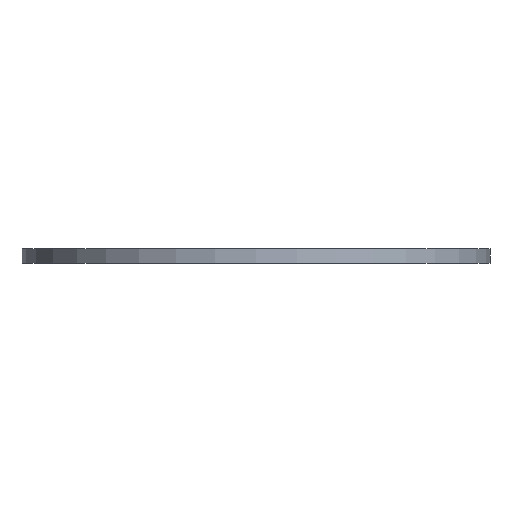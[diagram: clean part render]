
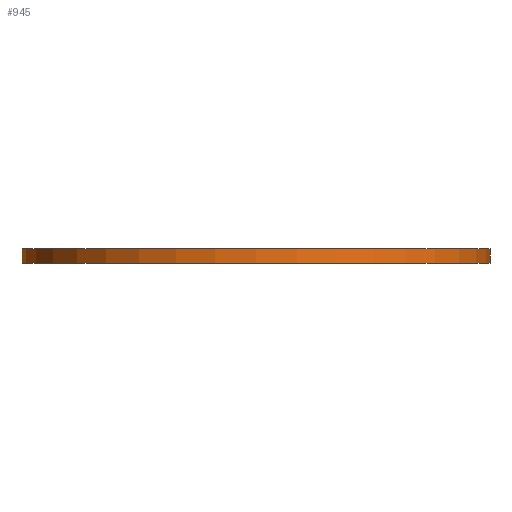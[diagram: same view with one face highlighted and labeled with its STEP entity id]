
A CAD part, front view. The second image highlights one B-rep face of the part: STEP entity #945.
In plain terms, the highlighted cylindrical face has radius 101.6 mm (diameter 203.2 mm), a partial arc.
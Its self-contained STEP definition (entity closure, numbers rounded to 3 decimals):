
#88 = DIRECTION ( 'NONE',  ( 0., 0., 1. ) ) ;
#89 = DIRECTION ( 'NONE',  ( 0., 0., 1. ) ) ;
#352 = CARTESIAN_POINT ( 'NONE',  ( 101.6, 0., -3.175 ) ) ;
#467 = VERTEX_POINT ( 'NONE', #2972 ) ;
#513 = DIRECTION ( 'NONE',  ( 1., 0., 0. ) ) ;
#520 = EDGE_CURVE ( 'NONE', #467, #1692, #2758, .T. ) ;
#825 = AXIS2_PLACEMENT_3D ( 'NONE', #3291, #88, #2722 ) ;
#940 = VECTOR ( 'NONE', #1513, 1000. ) ;
#945 = ADVANCED_FACE ( 'NONE', ( #1903 ), #2593, .T. ) ;
#947 = EDGE_CURVE ( 'NONE', #1018, #1011, #1759, .T. ) ;
#976 = CARTESIAN_POINT ( 'NONE',  ( 0., 0., 3.175 ) ) ;
#1011 = VERTEX_POINT ( 'NONE', #1269 ) ;
#1018 = VERTEX_POINT ( 'NONE', #3629 ) ;
#1227 = EDGE_CURVE ( 'NONE', #1018, #467, #2954, .T. ) ;
#1261 = VECTOR ( 'NONE', #3732, 1000. ) ;
#1269 = CARTESIAN_POINT ( 'NONE',  ( 101.6, 0., -3.175 ) ) ;
#1278 = DIRECTION ( 'NONE',  ( 1., 0., 0. ) ) ;
#1362 = EDGE_CURVE ( 'NONE', #1011, #1692, #2351, .T. ) ;
#1408 = AXIS2_PLACEMENT_3D ( 'NONE', #2088, #3329, #513 ) ;
#1513 = DIRECTION ( 'NONE',  ( 0., 0., 1. ) ) ;
#1692 = VERTEX_POINT ( 'NONE', #3468 ) ;
#1759 = CIRCLE ( 'NONE', #1408, 101.6 ) ;
#1815 = ORIENTED_EDGE ( 'NONE', *, *, #1227, .F. ) ;
#1903 = FACE_OUTER_BOUND ( 'NONE', #2022, .T. ) ;
#2022 = EDGE_LOOP ( 'NONE', ( #1815, #2334, #2081, #3541 ) ) ;
#2081 = ORIENTED_EDGE ( 'NONE', *, *, #1362, .T. ) ;
#2088 = CARTESIAN_POINT ( 'NONE',  ( 0., 0., -3.175 ) ) ;
#2334 = ORIENTED_EDGE ( 'NONE', *, *, #947, .T. ) ;
#2351 = LINE ( 'NONE', #352, #940 ) ;
#2593 = CYLINDRICAL_SURFACE ( 'NONE', #825, 101.6 ) ;
#2722 = DIRECTION ( 'NONE',  ( 1., 0., 0. ) ) ;
#2758 = CIRCLE ( 'NONE', #3278, 101.6 ) ;
#2855 = CARTESIAN_POINT ( 'NONE',  ( -101.6, 0., -3.175 ) ) ;
#2954 = LINE ( 'NONE', #2855, #1261 ) ;
#2972 = CARTESIAN_POINT ( 'NONE',  ( -101.6, 0., 3.175 ) ) ;
#3278 = AXIS2_PLACEMENT_3D ( 'NONE', #976, #89, #1278 ) ;
#3291 = CARTESIAN_POINT ( 'NONE',  ( 0., 0., -3.175 ) ) ;
#3329 = DIRECTION ( 'NONE',  ( 0., 0., 1. ) ) ;
#3468 = CARTESIAN_POINT ( 'NONE',  ( 101.6, 0., 3.175 ) ) ;
#3541 = ORIENTED_EDGE ( 'NONE', *, *, #520, .F. ) ;
#3629 = CARTESIAN_POINT ( 'NONE',  ( -101.6, 0., -3.175 ) ) ;
#3732 = DIRECTION ( 'NONE',  ( 0., 0., 1. ) ) ;
